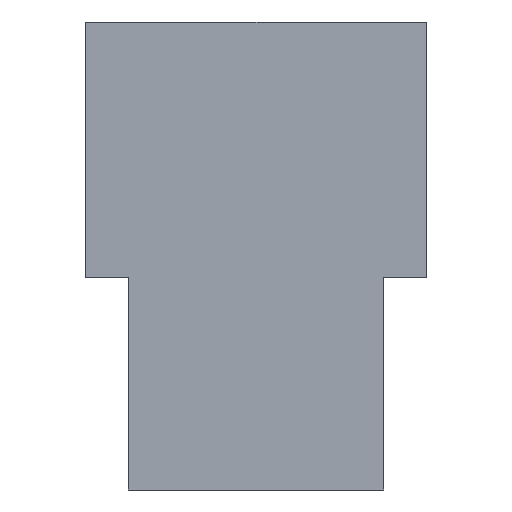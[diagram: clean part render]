
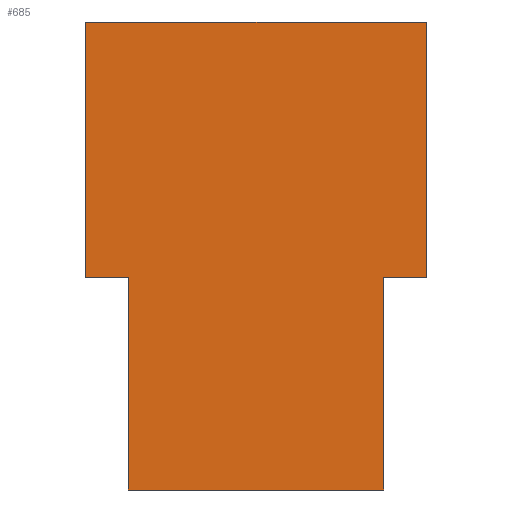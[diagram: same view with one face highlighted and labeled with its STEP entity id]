
A CAD part, left-side view. The second image highlights one B-rep face of the part: STEP entity #685.
In plain terms, the highlighted planar face has unit normal (-1, 0, 0).
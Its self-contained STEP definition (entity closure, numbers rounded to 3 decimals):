
#671=AXIS2_PLACEMENT_3D('Plane Axis2P3D',#668,#669,#670) ;
#382=CARTESIAN_POINT('Vertex',(135.5,-70.,-70.)) ;
#387=CARTESIAN_POINT('Line Origine',(135.5,-70.,-76.)) ;
#391=CARTESIAN_POINT('Vertex',(135.5,-70.,-82.)) ;
#418=CARTESIAN_POINT('Line Origine',(135.5,-69.,-82.)) ;
#422=CARTESIAN_POINT('Vertex',(135.5,-68.,-82.)) ;
#449=CARTESIAN_POINT('Line Origine',(135.5,-68.,-87.)) ;
#453=CARTESIAN_POINT('Vertex',(135.5,-68.,-92.)) ;
#480=CARTESIAN_POINT('Line Origine',(135.5,-65.,-92.)) ;
#484=CARTESIAN_POINT('Vertex',(135.5,-62.,-92.)) ;
#506=CARTESIAN_POINT('Line Origine',(135.5,-59.,-92.)) ;
#510=CARTESIAN_POINT('Vertex',(135.5,-56.,-92.)) ;
#537=CARTESIAN_POINT('Line Origine',(135.5,-56.,-87.)) ;
#541=CARTESIAN_POINT('Vertex',(135.5,-56.,-82.)) ;
#563=CARTESIAN_POINT('Line Origine',(135.5,-55.,-82.)) ;
#567=CARTESIAN_POINT('Vertex',(135.5,-54.,-82.)) ;
#594=CARTESIAN_POINT('Line Origine',(135.5,-54.,-76.)) ;
#598=CARTESIAN_POINT('Vertex',(135.5,-54.,-70.)) ;
#625=CARTESIAN_POINT('Line Origine',(135.5,-58.,-70.)) ;
#629=CARTESIAN_POINT('Vertex',(135.5,-62.,-70.)) ;
#651=CARTESIAN_POINT('Line Origine',(135.5,-66.,-70.)) ;
#668=CARTESIAN_POINT('Axis2P3D Location',(135.5,-24.,-16.57)) ;
#388=DIRECTION('Vector Direction',(0.,0.,-1.)) ;
#419=DIRECTION('Vector Direction',(0.,-1.,0.)) ;
#450=DIRECTION('Vector Direction',(0.,0.,-1.)) ;
#481=DIRECTION('Vector Direction',(0.,-1.,0.)) ;
#507=DIRECTION('Vector Direction',(0.,1.,0.)) ;
#538=DIRECTION('Vector Direction',(0.,0.,-1.)) ;
#564=DIRECTION('Vector Direction',(0.,1.,0.)) ;
#595=DIRECTION('Vector Direction',(0.,0.,-1.)) ;
#626=DIRECTION('Vector Direction',(0.,-1.,0.)) ;
#652=DIRECTION('Vector Direction',(0.,1.,0.)) ;
#669=DIRECTION('Axis2P3D Direction',(1.,0.,0.)) ;
#670=DIRECTION('Axis2P3D XDirection',(0.,1.,0.)) ;
#389=VECTOR('Line Direction',#388,1.) ;
#420=VECTOR('Line Direction',#419,1.) ;
#451=VECTOR('Line Direction',#450,1.) ;
#482=VECTOR('Line Direction',#481,1.) ;
#508=VECTOR('Line Direction',#507,1.) ;
#539=VECTOR('Line Direction',#538,1.) ;
#565=VECTOR('Line Direction',#564,1.) ;
#596=VECTOR('Line Direction',#595,1.) ;
#627=VECTOR('Line Direction',#626,1.) ;
#653=VECTOR('Line Direction',#652,1.) ;
#674=ORIENTED_EDGE('',*,*,#655,.F.) ;
#675=ORIENTED_EDGE('',*,*,#631,.F.) ;
#676=ORIENTED_EDGE('',*,*,#600,.F.) ;
#677=ORIENTED_EDGE('',*,*,#569,.F.) ;
#678=ORIENTED_EDGE('',*,*,#543,.F.) ;
#679=ORIENTED_EDGE('',*,*,#512,.F.) ;
#680=ORIENTED_EDGE('',*,*,#486,.F.) ;
#681=ORIENTED_EDGE('',*,*,#455,.F.) ;
#682=ORIENTED_EDGE('',*,*,#424,.F.) ;
#683=ORIENTED_EDGE('',*,*,#393,.F.) ;
#685=ADVANCED_FACE('Set g\X2\00E9\X0\om\X2\00E9\X0\trique.1',(#684),#672,.F.) ;
#393=EDGE_CURVE('',#383,#392,#390,.T.) ;
#424=EDGE_CURVE('',#392,#423,#421,.F.) ;
#455=EDGE_CURVE('',#423,#454,#452,.T.) ;
#486=EDGE_CURVE('',#454,#485,#483,.F.) ;
#512=EDGE_CURVE('',#485,#511,#509,.T.) ;
#543=EDGE_CURVE('',#511,#542,#540,.F.) ;
#569=EDGE_CURVE('',#542,#568,#566,.T.) ;
#600=EDGE_CURVE('',#568,#599,#597,.F.) ;
#631=EDGE_CURVE('',#599,#630,#628,.T.) ;
#655=EDGE_CURVE('',#630,#383,#654,.F.) ;
#673=EDGE_LOOP('',(#674,#675,#676,#677,#678,#679,#680,#681,#682,#683)) ;
#684=FACE_OUTER_BOUND('',#673,.T.) ;
#390=LINE('Line',#387,#389) ;
#421=LINE('Line',#418,#420) ;
#452=LINE('Line',#449,#451) ;
#483=LINE('Line',#480,#482) ;
#509=LINE('Line',#506,#508) ;
#540=LINE('Line',#537,#539) ;
#566=LINE('Line',#563,#565) ;
#597=LINE('Line',#594,#596) ;
#628=LINE('Line',#625,#627) ;
#654=LINE('Line',#651,#653) ;
#672=PLANE('',#671) ;
#383=VERTEX_POINT('',#382) ;
#392=VERTEX_POINT('',#391) ;
#423=VERTEX_POINT('',#422) ;
#454=VERTEX_POINT('',#453) ;
#485=VERTEX_POINT('',#484) ;
#511=VERTEX_POINT('',#510) ;
#542=VERTEX_POINT('',#541) ;
#568=VERTEX_POINT('',#567) ;
#599=VERTEX_POINT('',#598) ;
#630=VERTEX_POINT('',#629) ;
